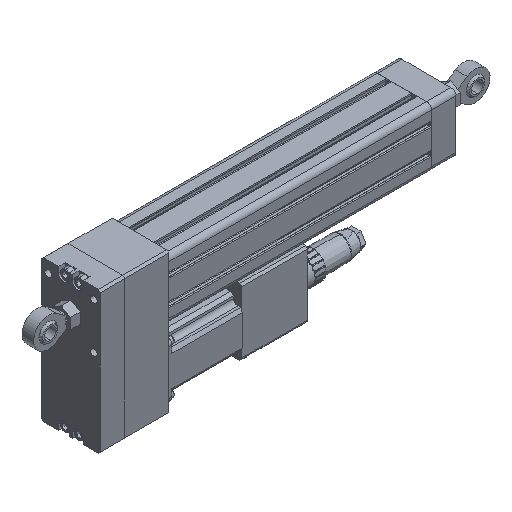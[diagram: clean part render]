
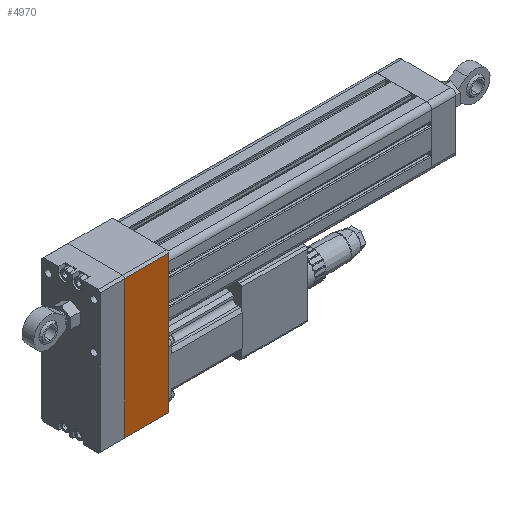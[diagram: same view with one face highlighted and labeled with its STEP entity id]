
A CAD part, isometric view. The second image highlights one B-rep face of the part: STEP entity #4970.
In plain terms, the highlighted face is planar.
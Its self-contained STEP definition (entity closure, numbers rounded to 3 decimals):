
#2526=CARTESIAN_POINT('',(-58.0,30.,25.0));
#2527=VERTEX_POINT('',#2526);
#2574=CARTESIAN_POINT('',(83.0,30.,25.0));
#2575=VERTEX_POINT('',#2574);
#2582=CARTESIAN_POINT('',(-58.0,30.,25.0));
#2583=DIRECTION('',(1.0,0.0,0.0));
#2584=VECTOR('',#2583,141.0);
#2585=LINE('',#2582,#2584);
#2586=EDGE_CURVE('',#2527,#2575,#2585,.T.);
#3075=CARTESIAN_POINT('',(-58.0,30.,-20.0));
#3076=VERTEX_POINT('',#3075);
#3085=CARTESIAN_POINT('',(83.0,30.,-20.0));
#3086=VERTEX_POINT('',#3085);
#3087=CARTESIAN_POINT('',(-58.0,30.,-20.0));
#3088=DIRECTION('',(1.0,0.0,0.0));
#3089=VECTOR('',#3088,141.0);
#3090=LINE('',#3087,#3089);
#3091=EDGE_CURVE('',#3076,#3086,#3090,.T.);
#4841=CARTESIAN_POINT('',(-58.0,30.,25.0));
#4842=DIRECTION('',(0.0,0.0,-1.0));
#4843=VECTOR('',#4842,45.0);
#4844=LINE('',#4841,#4843);
#4845=EDGE_CURVE('',#2527,#3076,#4844,.T.);
#4950=CARTESIAN_POINT('',(83.0,30.,-20.0));
#4951=DIRECTION('',(0.0,0.0,1.0));
#4952=VECTOR('',#4951,45.0);
#4953=LINE('',#4950,#4952);
#4954=EDGE_CURVE('',#3086,#2575,#4953,.T.);
#4959=CARTESIAN_POINT('',(-60.0,30.,-20.0));
#4960=DIRECTION('',(0.0,1.0,0.0));
#4961=DIRECTION('',(0.0,0.0,1.0));
#4962=AXIS2_PLACEMENT_3D('',#4959,#4960,#4961);
#4963=PLANE('',#4962);
#4964=ORIENTED_EDGE('',*,*,#4845,.F.);
#4965=ORIENTED_EDGE('',*,*,#2586,.T.);
#4966=ORIENTED_EDGE('',*,*,#4954,.F.);
#4967=ORIENTED_EDGE('',*,*,#3091,.F.);
#4968=EDGE_LOOP('',(#4964,#4965,#4966,#4967));
#4969=FACE_OUTER_BOUND('',#4968,.T.);
#4970=ADVANCED_FACE('',(#4969),#4963,.T.);
